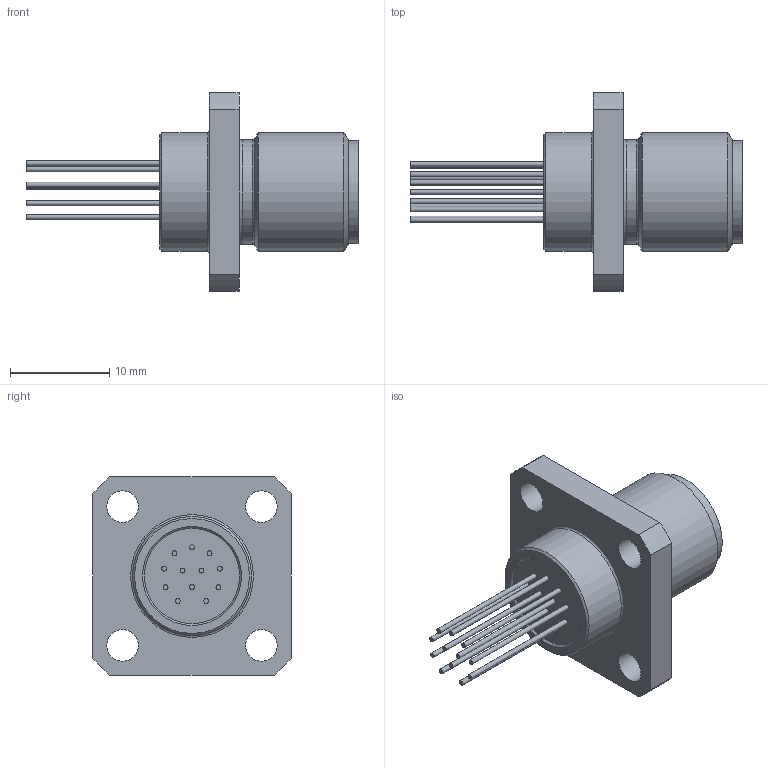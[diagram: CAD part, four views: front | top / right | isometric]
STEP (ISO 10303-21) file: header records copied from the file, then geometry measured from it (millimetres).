
FILE_DESCRIPTION(/* description */ (''),/* implementation_level */ '2;1');
FILE_NAME(/* name */ '09-3493-00-12_bg.stp',/* time_stamp */ '2010-06-23T11:50:02+02:00',/* author */ (''),/* organization */ (''),/* preprocessor_version */ 'ST-DEVELOPER v11',/* originating_system */ 'UGS - NX 5.0',/* authorisation */ '');
FILE_SCHEMA (('CONFIG_CONTROL_DESIGN'));
Length unit declared in the file: millimetre
Products named in the file (1): kbor4868gizk
Bounding box: 33.5 x 20 x 20 mm (x, y, z)
Volume: 2502.6 mm3; surface area: 2369.5 mm2
Topology: 1 solids, 1 shells, 84 faces, 189 edges, 124 vertices
Faces by surface type: cylinder 38, plane 26, sphere 12, cone 5, torus 3
Full cylindrical faces by diameter (mm): 0.5 x12, 0.6 x12, 3.2 x4, 8.3 x1, 10.4 x1, 10.5 x1, 12 x2
Entity records: 1964 total; most frequent: DIRECTION 364, CARTESIAN_POINT 291, ORIENTED_EDGE 218, AXIS2_PLACEMENT_3D 170, EDGE_LOOP 162, FACE_BOUND 126, EDGE_CURVE 109, VERTEX_POINT 97
